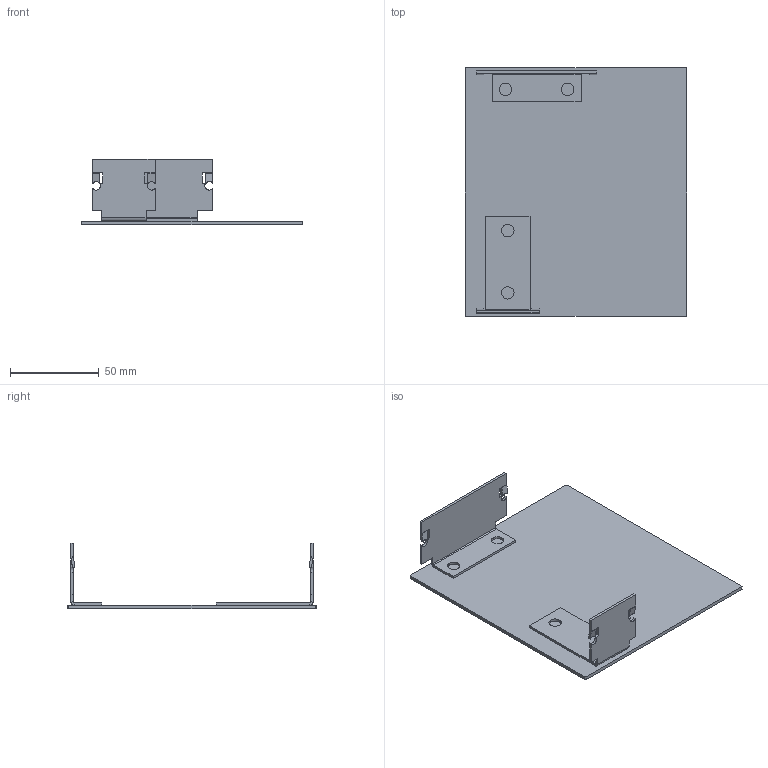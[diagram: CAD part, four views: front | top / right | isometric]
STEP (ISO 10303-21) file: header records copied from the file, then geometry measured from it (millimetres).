
FILE_DESCRIPTION (( 'STEP AP214' ), '1' );
FILE_NAME ('6115965.stp', '2016-06-21T09:48:35', ( '' ), ( '' ), 'SwSTEP 2.0', 'SolidWorks 2014', '' );
FILE_SCHEMA (( 'AUTOMOTIVE_DESIGN' ));
Length unit declared in the file: millimetre
Products named in the file (5): 6115965; 054682_Endst…kplatte rechts; 054682T1_Endst…k Style Links; 054700_Standard; 054700_GAD unten
Assembly tree (4 placements, depth 3):
  6115965
    054682_Endst…kplatte rechts
      054682T1_Endst…k Style Links
    054700_Standard
    054700_GAD unten
Bounding box: 125 x 140 x 37 mm (x, y, z)
Volume: 42358.3 mm3; surface area: 47509.2 mm2
Topology: 3 solids, 3 shells, 118 faces, 288 edges, 176 vertices
Faces by surface type: plane 82, cylinder 36
Entity records: 3596 total; most frequent: DIRECTION 612, CARTESIAN_POINT 590, ORIENTED_EDGE 576, EDGE_CURVE 288, LINE 216, VECTOR 216, AXIS2_PLACEMENT_3D 198, VERTEX_POINT 176
